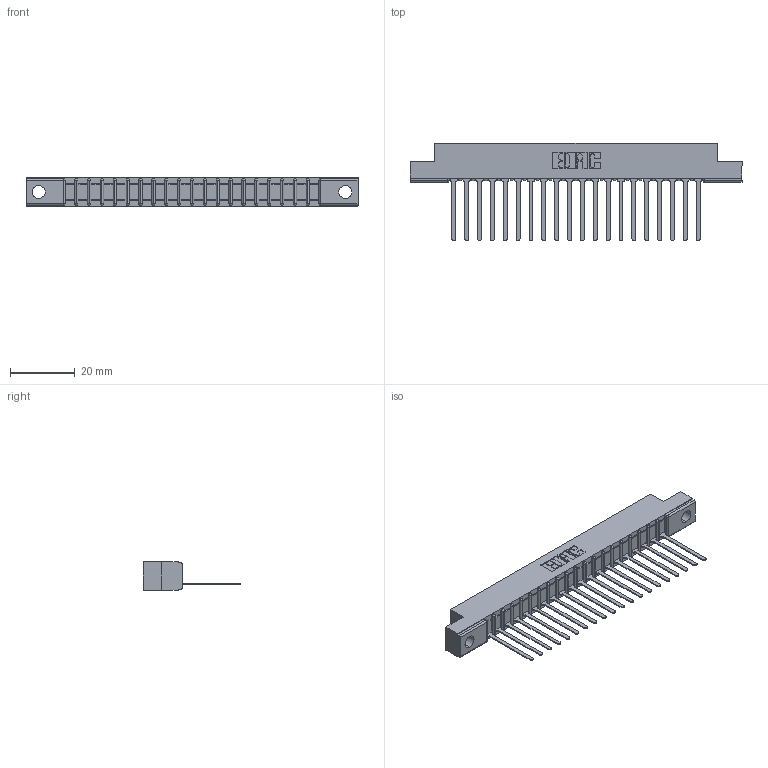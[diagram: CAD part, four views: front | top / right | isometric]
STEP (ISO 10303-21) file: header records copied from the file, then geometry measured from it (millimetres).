
FILE_DESCRIPTION (( 'STEP AP203' ), '1' );
FILE_NAME ('307-020-545-102.STEP', '2019-09-03T18:55:03', ( '' ), ( '' ), 'SwSTEP 2.0', 'SolidWorks 2016', '' );
FILE_SCHEMA (( 'CONFIG_CONTROL_DESIGN' ));
Length unit declared in the file: inch
Products named in the file (3): 307-020-545-102; 307-290-001_545; 307 Part_.128 Dia Mounting Holes
Assembly tree (21 placements, depth 2):
  307-020-545-102
    307 Part_.128 Dia Mounting Holes
    307-290-001_545  x20
Bounding box: 102.26 x 30 x 8.71 mm (x, y, z)
Volume: 6454.9 mm3; surface area: 10257.5 mm2
Topology: 21 solids, 21 shells, 1259 faces, 3563 edges, 2290 vertices
Faces by surface type: plane 810, cylinder 407, sphere 42
Entity records: 19828 total; most frequent: CARTESIAN_POINT 3332, ORIENTED_EDGE 3318, DIRECTION 3253, EDGE_CURVE 1659, VECTOR 1263, LINE 1263, VERTEX_POINT 1074, AXIS2_PLACEMENT_3D 995
